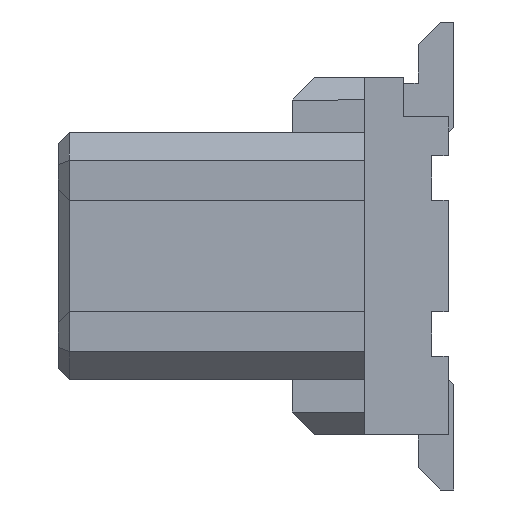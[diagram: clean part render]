
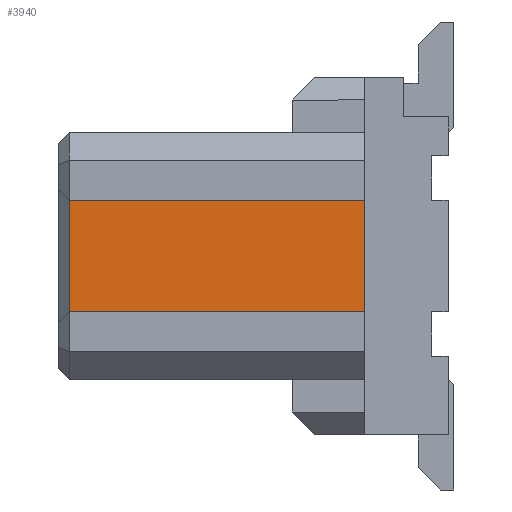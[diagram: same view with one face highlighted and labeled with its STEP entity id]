
A CAD part, left-side view. The second image highlights one B-rep face of the part: STEP entity #3940.
In plain terms, the highlighted planar face has unit normal (-1, 0, 0).
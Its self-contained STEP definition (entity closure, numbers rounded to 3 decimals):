
#391 = EDGE_CURVE ( 'NONE', #7964, #9988, #1963, .T. ) ;
#1610 = DIRECTION ( 'NONE',  ( 0., 0., 1. ) ) ;
#1963 = LINE ( 'NONE', #8892, #11690 ) ;
#2845 = ORIENTED_EDGE ( 'NONE', *, *, #391, .T. ) ;
#3815 = DIRECTION ( 'NONE',  ( 0., 0., -1. ) ) ;
#3940 = ADVANCED_FACE ( 'NONE', ( #8428 ), #12693, .F. ) ;
#5428 = ORIENTED_EDGE ( 'NONE', *, *, #8575, .T. ) ;
#5513 = DIRECTION ( 'NONE',  ( 0., 1., 0. ) ) ;
#5797 = DIRECTION ( 'NONE',  ( 0., 0., 1. ) ) ;
#6428 = EDGE_CURVE ( 'NONE', #7964, #10774, #15528, .T. ) ;
#7964 = VERTEX_POINT ( 'NONE', #17743 ) ;
#8428 = FACE_OUTER_BOUND ( 'NONE', #11703, .T. ) ;
#8575 = EDGE_CURVE ( 'NONE', #9988, #15059, #10539, .T. ) ;
#8892 = CARTESIAN_POINT ( 'NONE',  ( -3.587, -1.375, 0. ) ) ;
#9321 = CARTESIAN_POINT ( 'NONE',  ( -3.587, 1.375, 0.5 ) ) ;
#9560 = CARTESIAN_POINT ( 'NONE',  ( -3.587, 1.275, -0.5 ) ) ;
#9885 = ORIENTED_EDGE ( 'NONE', *, *, #6428, .F. ) ;
#9988 = VERTEX_POINT ( 'NONE', #20587 ) ;
#10163 = DIRECTION ( 'NONE',  ( 0., 1., 0. ) ) ;
#10539 = LINE ( 'NONE', #9321, #22208 ) ;
#10752 = CARTESIAN_POINT ( 'NONE',  ( -3.587, 1.375, 0.5 ) ) ;
#10774 = VERTEX_POINT ( 'NONE', #9560 ) ;
#11690 = VECTOR ( 'NONE', #1610, 1000. ) ;
#11703 = EDGE_LOOP ( 'NONE', ( #2845, #5428, #19356, #9885 ) ) ;
#12152 = LINE ( 'NONE', #16661, #16139 ) ;
#12693 = PLANE ( 'NONE',  #16136 ) ;
#12975 = EDGE_CURVE ( 'NONE', #10774, #15059, #12152, .T. ) ;
#15059 = VERTEX_POINT ( 'NONE', #22847 ) ;
#15528 = LINE ( 'NONE', #17283, #17260 ) ;
#16136 = AXIS2_PLACEMENT_3D ( 'NONE', #10752, #18166, #3815 ) ;
#16139 = VECTOR ( 'NONE', #5797, 1000. ) ;
#16661 = CARTESIAN_POINT ( 'NONE',  ( -3.587, 1.275, 0.5 ) ) ;
#17260 = VECTOR ( 'NONE', #10163, 1000. ) ;
#17283 = CARTESIAN_POINT ( 'NONE',  ( -3.587, 1.375, -0.5 ) ) ;
#17743 = CARTESIAN_POINT ( 'NONE',  ( -3.587, -1.375, -0.5 ) ) ;
#18166 = DIRECTION ( 'NONE',  ( 1., 0., 0. ) ) ;
#19356 = ORIENTED_EDGE ( 'NONE', *, *, #12975, .F. ) ;
#20587 = CARTESIAN_POINT ( 'NONE',  ( -3.587, -1.375, 0.5 ) ) ;
#22208 = VECTOR ( 'NONE', #5513, 1000. ) ;
#22847 = CARTESIAN_POINT ( 'NONE',  ( -3.587, 1.275, 0.5 ) ) ;
